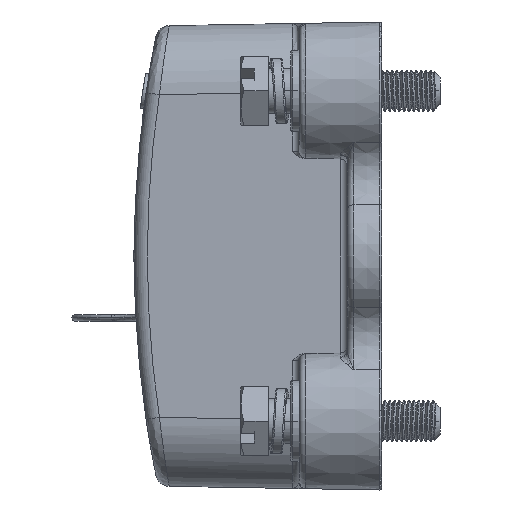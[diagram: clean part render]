
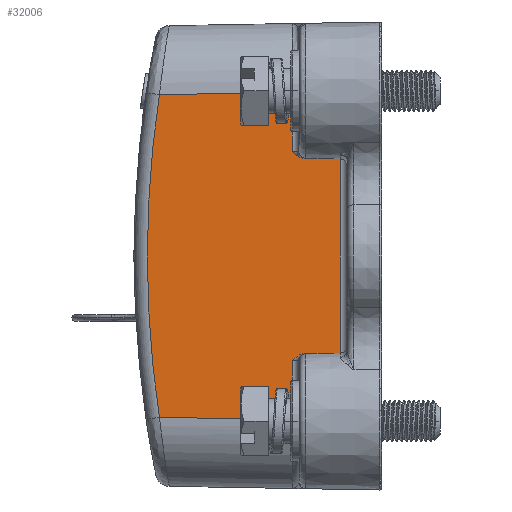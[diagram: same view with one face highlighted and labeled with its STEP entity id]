
A CAD part, left-side view. The second image highlights one B-rep face of the part: STEP entity #32006.
In plain terms, the highlighted planar face has unit normal (-1, 0.018, 0).
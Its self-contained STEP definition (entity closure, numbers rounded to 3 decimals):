
#4551=DIRECTION('',(0.017,1.,-0.017));
#4552=VECTOR('',#4551,5.287);
#4553=CARTESIAN_POINT('',(-40.901,5.983,
-14.099));
#4554=LINE('',#4553,#4552);
#4726=CARTESIAN_POINT('',(-40.809,11.268,14.191));
#4727=CARTESIAN_POINT('',(-40.806,11.425,14.194));
#4728=CARTESIAN_POINT('',(-40.801,11.717,14.253));
#4729=CARTESIAN_POINT('',(-40.794,12.105,14.44));
#4730=CARTESIAN_POINT('',(-40.789,12.408,14.666));
#4731=CARTESIAN_POINT('',(-40.784,12.673,14.9));
#4732=CARTESIAN_POINT('',(-40.78,12.875,15.11));
#4733=CARTESIAN_POINT('',(-40.779,12.983,15.221));
#4738=DIRECTION('',(0.017,1.,0.017));
#4739=VECTOR('',#4738,5.287);
#4740=CARTESIAN_POINT('',(-40.901,5.983,14.099));
#4741=LINE('',#4740,#4739);
#4745=DIRECTION('',(-0.017,-1.,-0.017));
#4746=VECTOR('',#4745,19.309);
#4747=CARTESIAN_POINT('',(-40.442,32.286,
-23.443));
#4748=LINE('',#4747,#4746);
#4752=CARTESIAN_POINT('',(-43.168,-123.916,
0.));
#4753=DIRECTION('',(-1.,0.017,0.));
#4754=DIRECTION('',(0.017,1.,0.));
#4755=AXIS2_PLACEMENT_3D('',#4752,#4753,#4754);
#4760=CARTESIAN_POINT('',(-43.168,-123.916,
0.));
#4761=DIRECTION('',(-1.,0.017,0.));
#4762=DIRECTION('',(0.017,0.989,0.148));
#4763=AXIS2_PLACEMENT_3D('',#4760,#4761,#4762);
#4768=DIRECTION('',(0.017,1.,-0.017));
#4769=VECTOR('',#4768,19.309);
#4770=CARTESIAN_POINT('',(-40.779,12.983,23.78));
#4771=LINE('',#4770,#4769);
#4794=DIRECTION('',(0.,0.,-1.));
#4795=VECTOR('',#4794,8.559);
#4796=CARTESIAN_POINT('',(-40.779,12.983,23.78));
#4797=LINE('',#4796,#4795);
#4808=DIRECTION('',(0.,0.,-1.));
#4809=VECTOR('',#4808,28.198);
#4810=CARTESIAN_POINT('',(-40.901,5.983,14.099));
#4811=LINE('',#4810,#4809);
#4823=CARTESIAN_POINT('',(-40.901,5.983,14.099));
#4896=CARTESIAN_POINT('',(-40.809,11.268,
-14.191));
#4897=CARTESIAN_POINT('',(-40.807,11.336,
-14.193));
#4898=CARTESIAN_POINT('',(-40.805,11.477,
-14.205));
#4899=CARTESIAN_POINT('',(-40.801,11.699,
-14.26));
#4900=CARTESIAN_POINT('',(-40.797,11.935,
-14.355));
#4901=CARTESIAN_POINT('',(-40.793,12.183,
-14.497));
#4902=CARTESIAN_POINT('',(-40.788,12.441,
-14.692));
#4903=CARTESIAN_POINT('',(-40.783,12.706,
-14.935));
#4904=CARTESIAN_POINT('',(-40.78,12.888,
-15.123));
#4905=CARTESIAN_POINT('',(-40.779,12.983,
-15.221));
#4910=DIRECTION('',(0.,0.,-1.));
#4911=VECTOR('',#4910,8.559);
#4912=CARTESIAN_POINT('',(-40.779,12.983,
-15.221));
#4913=LINE('',#4912,#4911);
#25896=CARTESIAN_POINT('',(-40.442,32.286,
23.443));
#25897=VERTEX_POINT('',#25896);
#25898=CARTESIAN_POINT('',(-40.442,32.286,
-23.443));
#25899=VERTEX_POINT('',#25898);
#25900=CARTESIAN_POINT('',(-40.411,34.035,
0.));
#25901=VERTEX_POINT('',#25900);
#25978=CARTESIAN_POINT('',(-40.779,12.983,
-15.221));
#25979=CARTESIAN_POINT('',(-40.779,12.983,
-23.78));
#25980=VERTEX_POINT('',#25978);
#25981=VERTEX_POINT('',#25979);
#25988=CARTESIAN_POINT('',(-40.809,11.269,
-14.191));
#25989=VERTEX_POINT('',#25988);
#25992=CARTESIAN_POINT('',(-40.901,5.983,
-14.099));
#25993=VERTEX_POINT('',#25992);
#26000=VERTEX_POINT('',#4823);
#26003=CARTESIAN_POINT('',(-40.809,11.269,
14.191));
#26004=VERTEX_POINT('',#26003);
#26011=CARTESIAN_POINT('',(-40.779,12.983,
23.78));
#26012=VERTEX_POINT('',#26011);
#26013=CARTESIAN_POINT('',(-40.779,12.983,
15.221));
#26014=VERTEX_POINT('',#26013);
#31983=CARTESIAN_POINT('',(-41.,0.3,-34.));
#31984=DIRECTION('',(-1.,0.017,0.));
#31985=DIRECTION('',(0.,0.,1.));
#31986=AXIS2_PLACEMENT_3D('',#31983,#31984,#31985);
#31987=PLANE('',#31986);
#31989=ORIENTED_EDGE('',*,*,#31988,.T.);
#31991=ORIENTED_EDGE('',*,*,#31990,.F.);
#31992=ORIENTED_EDGE('',*,*,#28315,.F.);
#31994=ORIENTED_EDGE('',*,*,#31993,.T.);
#31995=ORIENTED_EDGE('',*,*,#31819,.T.);
#31997=ORIENTED_EDGE('',*,*,#31996,.T.);
#31999=ORIENTED_EDGE('',*,*,#31998,.T.);
#32000=ORIENTED_EDGE('',*,*,#31975,.F.);
#32001=ORIENTED_EDGE('',*,*,#28043,.F.);
#32002=ORIENTED_EDGE('',*,*,#28041,.F.);
#32003=ORIENTED_EDGE('',*,*,#28157,.F.);
#32004=EDGE_LOOP('',(#31989,#31991,#31992,#31994,#31995,#31997,#31999,#32000,
#32001,#32002,#32003));
#32005=FACE_OUTER_BOUND('',#32004,.F.);
#32006=ADVANCED_FACE('',(#32005),#31987,.T.);
#4734=B_SPLINE_CURVE_WITH_KNOTS('',3,(#4726,#4727,#4728,#4729,#4730,#4731,#4732,
#4733),.UNSPECIFIED.,.F.,.F.,(4,1,1,1,1,4),(0.,0.2,0.4,0.6,0.8,1.),
.UNSPECIFIED.);
#4756=CIRCLE('',#4755,157.975);
#4764=CIRCLE('',#4763,157.975);
#4906=B_SPLINE_CURVE_WITH_KNOTS('',3,(#4896,#4897,#4898,#4899,#4900,#4901,#4902,
#4903,#4904,#4905),.UNSPECIFIED.,.F.,.F.,(4,1,1,1,1,1,1,4),(0.,
0.143,0.286,0.429,0.571,
0.714,0.857,1.),.UNSPECIFIED.);
#28041=EDGE_CURVE('',#25897,#25901,#4764,.T.);
#28043=EDGE_CURVE('',#25901,#25899,#4756,.T.);
#28157=EDGE_CURVE('',#26012,#25897,#4771,.T.);
#28315=EDGE_CURVE('',#26000,#26004,#4741,.T.);
#31819=EDGE_CURVE('',#25993,#25989,#4554,.T.);
#31975=EDGE_CURVE('',#25899,#25981,#4748,.T.);
#31988=EDGE_CURVE('',#26012,#26014,#4797,.T.);
#31990=EDGE_CURVE('',#26004,#26014,#4734,.T.);
#31993=EDGE_CURVE('',#26000,#25993,#4811,.T.);
#31996=EDGE_CURVE('',#25989,#25980,#4906,.T.);
#31998=EDGE_CURVE('',#25980,#25981,#4913,.T.);
